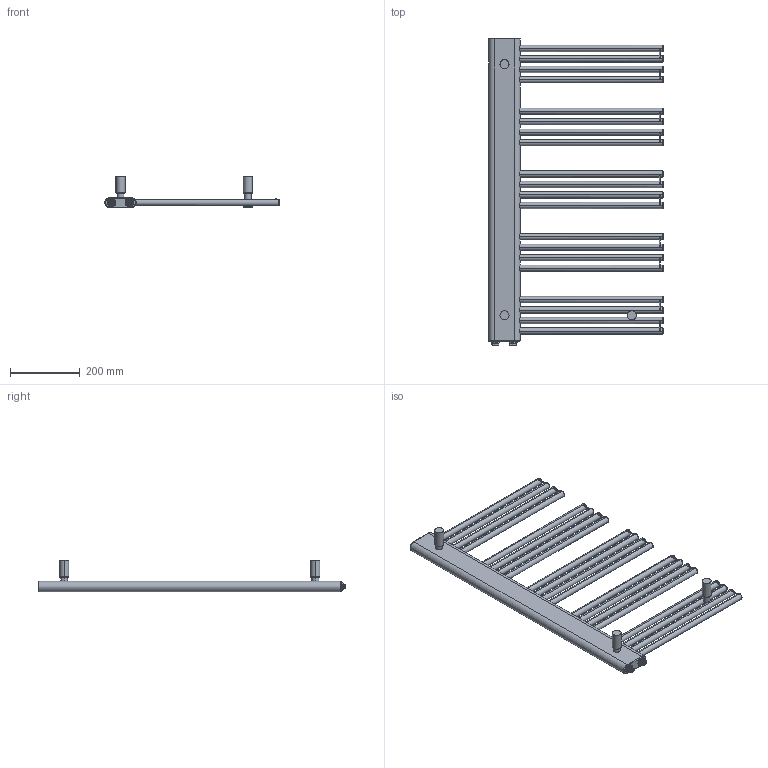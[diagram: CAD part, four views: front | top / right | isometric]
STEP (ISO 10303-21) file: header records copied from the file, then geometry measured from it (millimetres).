
FILE_DESCRIPTION((''),'2;1');
FILE_NAME('3551436100001_3D_SITO_ASM','2022-11-07T12:11:40',('PC132'),(''),'CREO PARAMETRIC BY PTC INC, 2022124','CREO PARAMETRIC BY PTC INC, 2022124','');
FILE_SCHEMA(('AUTOMOTIVE_DESIGN { 1 0 10303 214 1 1 1 1 }'));
Length unit declared in the file: millimetre
Products named in the file (4): 3551436100001_3D_SITO; BOTTONE_GNT_KELLY; 1041001240013; 3551436100001_3D_SITO_ASM
Assembly tree (4 placements, depth 2):
  3551436100001_3D_SITO_ASM
    3551436100001_3D_SITO
    BOTTONE_GNT_KELLY
    1041001240013  x2
Bounding box: 500 x 881.4 x 91.5 mm (x, y, z)
Volume: 4369720.2 mm3; surface area: 681738.5 mm2
Topology: 15 solids, 18 shells, 463 faces, 986 edges, 590 vertices
Faces by surface type: cylinder 168, plane 131, torus 114, cone 20, bspline 20, sphere 10
Entity records: 20780 total; most frequent: CARTESIAN_POINT 7190, DIRECTION 1812, ORIENTED_EDGE 1390, PRESENTATION_STYLE_ASSIGNMENT 844, STYLED_ITEM 775, AXIS2_PLACEMENT_3D 769, CURVE_STYLE 760, EDGE_CURVE 697
